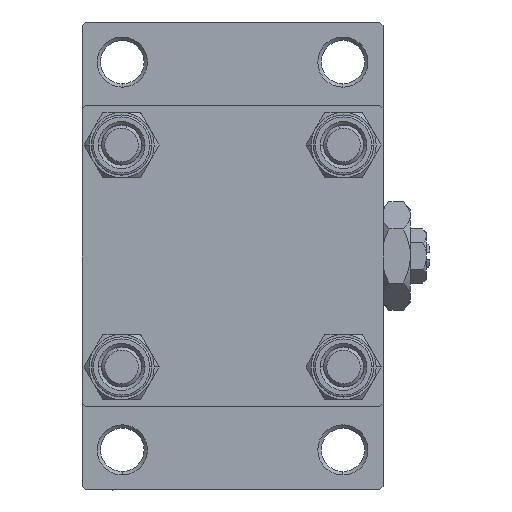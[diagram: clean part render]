
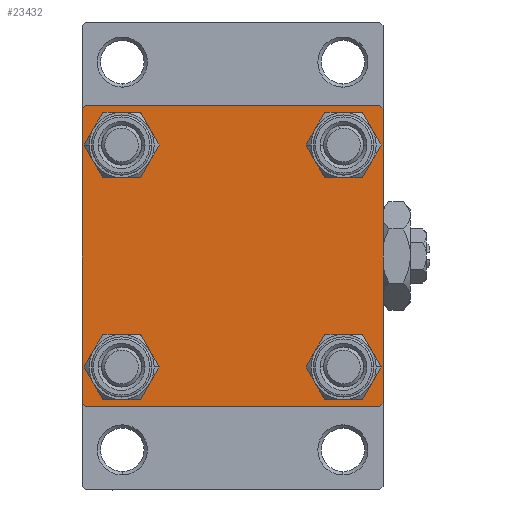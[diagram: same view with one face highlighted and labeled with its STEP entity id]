
A CAD part, left-side view. The second image highlights one B-rep face of the part: STEP entity #23432.
In plain terms, the highlighted planar face has unit normal (-1, 0, 0).
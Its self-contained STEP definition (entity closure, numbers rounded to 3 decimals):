
#629 = AXIS2_PLACEMENT_3D ( 'NONE', #14597, #3677, #23457 ) ;
#871 = FACE_OUTER_BOUND ( 'NONE', #23000, .T. ) ;
#1215 = DIRECTION ( 'NONE',  ( 1., 0., 0. ) ) ;
#1608 = CARTESIAN_POINT ( 'NONE',  ( 0., 22.5, 22. ) ) ;
#1617 = EDGE_CURVE ( 'NONE', #13087, #30532, #28933, .T. ) ;
#3238 = DIRECTION ( 'NONE',  ( 0., 0.707, 0.707 ) ) ;
#3557 = CARTESIAN_POINT ( 'NONE',  ( 0., -16.6, -20.1 ) ) ;
#3677 = DIRECTION ( 'NONE',  ( -1., 0., 0. ) ) ;
#4404 = DIRECTION ( 'NONE',  ( 0., 0., 1. ) ) ;
#4650 = CARTESIAN_POINT ( 'NONE',  ( 0., -22.5, 22. ) ) ;
#4978 = CARTESIAN_POINT ( 'NONE',  ( 0., 22.5, -22. ) ) ;
#5409 = LINE ( 'NONE', #46892, #47072 ) ;
#6004 = DIRECTION ( 'NONE',  ( 1., 0., 0. ) ) ;
#6038 = CIRCLE ( 'NONE', #21099, 3.5 ) ;
#6633 = CARTESIAN_POINT ( 'NONE',  ( 0., 22.25, -22.25 ) ) ;
#6712 = EDGE_LOOP ( 'NONE', ( #12779, #45570 ) ) ;
#7738 = DIRECTION ( 'NONE',  ( 0., 0., 1. ) ) ;
#7758 = VERTEX_POINT ( 'NONE', #29281 ) ;
#7777 = CARTESIAN_POINT ( 'NONE',  ( 0., 22., 22.5 ) ) ;
#7917 = EDGE_CURVE ( 'NONE', #20597, #40024, #43880, .T. ) ;
#8093 = EDGE_CURVE ( 'NONE', #24174, #16207, #29708, .T. ) ;
#8134 = VECTOR ( 'NONE', #44888, 1000. ) ;
#8404 = DIRECTION ( 'NONE',  ( 1., 0., 0. ) ) ;
#9132 = LINE ( 'NONE', #23524, #29359 ) ;
#9494 = EDGE_CURVE ( 'NONE', #42496, #46085, #5409, .T. ) ;
#9578 = CARTESIAN_POINT ( 'NONE',  ( 0., 22.25, 22.25 ) ) ;
#9725 = ORIENTED_EDGE ( 'NONE', *, *, #9494, .F. ) ;
#10174 = CARTESIAN_POINT ( 'NONE',  ( 0., 16.6, -20.1 ) ) ;
#11886 = DIRECTION ( 'NONE',  ( 0., 0., 1. ) ) ;
#12779 = ORIENTED_EDGE ( 'NONE', *, *, #36791, .T. ) ;
#13087 = VERTEX_POINT ( 'NONE', #4650 ) ;
#13922 = ORIENTED_EDGE ( 'NONE', *, *, #16519, .T. ) ;
#14299 = AXIS2_PLACEMENT_3D ( 'NONE', #36984, #24811, #44451 ) ;
#14385 = CARTESIAN_POINT ( 'NONE',  ( 0., -16.6, 16.6 ) ) ;
#14544 = VERTEX_POINT ( 'NONE', #10174 ) ;
#14597 = CARTESIAN_POINT ( 'NONE',  ( 0., 0., 0. ) ) ;
#15084 = EDGE_CURVE ( 'NONE', #42496, #47563, #43628, .T. ) ;
#15585 = EDGE_CURVE ( 'NONE', #40024, #20597, #27305, .T. ) ;
#16104 = DIRECTION ( 'NONE',  ( 0., 0., 1. ) ) ;
#16207 = VERTEX_POINT ( 'NONE', #30888 ) ;
#16519 = EDGE_CURVE ( 'NONE', #28157, #32499, #6038, .T. ) ;
#17333 = CARTESIAN_POINT ( 'NONE',  ( 0., -22., 22.5 ) ) ;
#17508 = DIRECTION ( 'NONE',  ( 0., 0.707, -0.707 ) ) ;
#17858 = CARTESIAN_POINT ( 'NONE',  ( 0., -22.5, -22. ) ) ;
#18108 = DIRECTION ( 'NONE',  ( 1., 0., 0. ) ) ;
#18906 = DIRECTION ( 'NONE',  ( 1., 0., 0. ) ) ;
#19360 = ORIENTED_EDGE ( 'NONE', *, *, #32555, .T. ) ;
#19551 = CARTESIAN_POINT ( 'NONE',  ( 0., 16.6, 20.1 ) ) ;
#20203 = EDGE_LOOP ( 'NONE', ( #32199, #36844 ) ) ;
#20301 = DIRECTION ( 'NONE',  ( 0., -0.707, 0.707 ) ) ;
#20597 = VERTEX_POINT ( 'NONE', #3557 ) ;
#21099 = AXIS2_PLACEMENT_3D ( 'NONE', #23121, #18906, #7738 ) ;
#21357 = VECTOR ( 'NONE', #3238, 1000. ) ;
#22369 = AXIS2_PLACEMENT_3D ( 'NONE', #24864, #6004, #32580 ) ;
#23000 = EDGE_LOOP ( 'NONE', ( #47870, #32386, #23752, #19360, #24544, #44424, #9725, #45830 ) ) ;
#23121 = CARTESIAN_POINT ( 'NONE',  ( 0., 16.6, 16.6 ) ) ;
#23432 = ADVANCED_FACE ( 'NONE', ( #25770, #37213, #33231, #27428, #871 ), #26010, .T. ) ;
#23457 = DIRECTION ( 'NONE',  ( 0., 0., 1. ) ) ;
#23524 = CARTESIAN_POINT ( 'NONE',  ( 0., -22.25, -22.25 ) ) ;
#23752 = ORIENTED_EDGE ( 'NONE', *, *, #40894, .T. ) ;
#24174 = VERTEX_POINT ( 'NONE', #4978 ) ;
#24544 = ORIENTED_EDGE ( 'NONE', *, *, #1617, .F. ) ;
#24741 = DIRECTION ( 'NONE',  ( 0., -1., 0. ) ) ;
#24811 = DIRECTION ( 'NONE',  ( 1., 0., 0. ) ) ;
#24864 = CARTESIAN_POINT ( 'NONE',  ( 0., -16.6, 16.6 ) ) ;
#25770 = FACE_BOUND ( 'NONE', #6712, .T. ) ;
#25807 = CARTESIAN_POINT ( 'NONE',  ( 0., 22.5, -22.5 ) ) ;
#26010 = PLANE ( 'NONE',  #629 ) ;
#26070 = EDGE_CURVE ( 'NONE', #47563, #24174, #47201, .T. ) ;
#26290 = LINE ( 'NONE', #25807, #26480 ) ;
#26480 = VECTOR ( 'NONE', #26532, 1000. ) ;
#26490 = EDGE_LOOP ( 'NONE', ( #41473, #32936 ) ) ;
#26532 = DIRECTION ( 'NONE',  ( 0., -1., 0. ) ) ;
#27305 = CIRCLE ( 'NONE', #47945, 3.5 ) ;
#27428 = FACE_BOUND ( 'NONE', #40870, .T. ) ;
#28157 = VERTEX_POINT ( 'NONE', #33974 ) ;
#28309 = CARTESIAN_POINT ( 'NONE',  ( 0., -16.6, 13.1 ) ) ;
#28589 = CIRCLE ( 'NONE', #14299, 3.5 ) ;
#28933 = LINE ( 'NONE', #29169, #46790 ) ;
#29169 = CARTESIAN_POINT ( 'NONE',  ( 0., -22.5, 22.5 ) ) ;
#29281 = CARTESIAN_POINT ( 'NONE',  ( 0., -16.6, 20.1 ) ) ;
#29359 = VECTOR ( 'NONE', #20301, 1000. ) ;
#29708 = LINE ( 'NONE', #6633, #8134 ) ;
#29790 = CARTESIAN_POINT ( 'NONE',  ( 0., -22.25, 22.25 ) ) ;
#30117 = EDGE_CURVE ( 'NONE', #14544, #45330, #30899, .T. ) ;
#30532 = VERTEX_POINT ( 'NONE', #17858 ) ;
#30571 = AXIS2_PLACEMENT_3D ( 'NONE', #14385, #18108, #48905 ) ;
#30888 = CARTESIAN_POINT ( 'NONE',  ( 0., 22., -22.5 ) ) ;
#30899 = CIRCLE ( 'NONE', #38029, 3.5 ) ;
#30964 = EDGE_CURVE ( 'NONE', #13087, #46085, #48449, .T. ) ;
#31670 = VECTOR ( 'NONE', #40217, 1000. ) ;
#32199 = ORIENTED_EDGE ( 'NONE', *, *, #35508, .T. ) ;
#32380 = EDGE_CURVE ( 'NONE', #32499, #28157, #28589, .T. ) ;
#32386 = ORIENTED_EDGE ( 'NONE', *, *, #8093, .T. ) ;
#32499 = VERTEX_POINT ( 'NONE', #19551 ) ;
#32555 = EDGE_CURVE ( 'NONE', #45690, #30532, #9132, .T. ) ;
#32580 = DIRECTION ( 'NONE',  ( 0., 0., 1. ) ) ;
#32817 = VECTOR ( 'NONE', #17508, 1000. ) ;
#32936 = ORIENTED_EDGE ( 'NONE', *, *, #7917, .T. ) ;
#33231 = FACE_BOUND ( 'NONE', #20203, .T. ) ;
#33439 = CIRCLE ( 'NONE', #39821, 3.5 ) ;
#33974 = CARTESIAN_POINT ( 'NONE',  ( 0., 16.6, 13.1 ) ) ;
#35508 = EDGE_CURVE ( 'NONE', #45330, #14544, #33439, .T. ) ;
#36791 = EDGE_CURVE ( 'NONE', #7758, #48143, #43841, .T. ) ;
#36844 = ORIENTED_EDGE ( 'NONE', *, *, #30117, .T. ) ;
#36855 = DIRECTION ( 'NONE',  ( 0., 0., 1. ) ) ;
#36984 = CARTESIAN_POINT ( 'NONE',  ( 0., 16.6, 16.6 ) ) ;
#37101 = DIRECTION ( 'NONE',  ( 1., 0., 0. ) ) ;
#37213 = FACE_BOUND ( 'NONE', #26490, .T. ) ;
#38029 = AXIS2_PLACEMENT_3D ( 'NONE', #44088, #37101, #36855 ) ;
#38432 = CARTESIAN_POINT ( 'NONE',  ( 0., 16.6, -16.6 ) ) ;
#38971 = CARTESIAN_POINT ( 'NONE',  ( 0., -16.6, -16.6 ) ) ;
#39821 = AXIS2_PLACEMENT_3D ( 'NONE', #38432, #49113, #4404 ) ;
#40024 = VERTEX_POINT ( 'NONE', #46982 ) ;
#40217 = DIRECTION ( 'NONE',  ( 0., 0., -1. ) ) ;
#40454 = CARTESIAN_POINT ( 'NONE',  ( 0., 22.5, 22.5 ) ) ;
#40870 = EDGE_LOOP ( 'NONE', ( #42046, #13922 ) ) ;
#40894 = EDGE_CURVE ( 'NONE', #16207, #45690, #26290, .T. ) ;
#41473 = ORIENTED_EDGE ( 'NONE', *, *, #15585, .T. ) ;
#41950 = CARTESIAN_POINT ( 'NONE',  ( 0., -16.6, -16.6 ) ) ;
#42046 = ORIENTED_EDGE ( 'NONE', *, *, #32380, .T. ) ;
#42496 = VERTEX_POINT ( 'NONE', #7777 ) ;
#43628 = LINE ( 'NONE', #9578, #32817 ) ;
#43841 = CIRCLE ( 'NONE', #22369, 3.5 ) ;
#43880 = CIRCLE ( 'NONE', #47037, 3.5 ) ;
#44088 = CARTESIAN_POINT ( 'NONE',  ( 0., 16.6, -16.6 ) ) ;
#44120 = DIRECTION ( 'NONE',  ( 0., 0., -1. ) ) ;
#44424 = ORIENTED_EDGE ( 'NONE', *, *, #30964, .T. ) ;
#44451 = DIRECTION ( 'NONE',  ( 0., 0., 1. ) ) ;
#44888 = DIRECTION ( 'NONE',  ( 0., -0.707, -0.707 ) ) ;
#45146 = EDGE_CURVE ( 'NONE', #48143, #7758, #45658, .T. ) ;
#45330 = VERTEX_POINT ( 'NONE', #48131 ) ;
#45570 = ORIENTED_EDGE ( 'NONE', *, *, #45146, .T. ) ;
#45658 = CIRCLE ( 'NONE', #30571, 3.5 ) ;
#45690 = VERTEX_POINT ( 'NONE', #48972 ) ;
#45830 = ORIENTED_EDGE ( 'NONE', *, *, #15084, .T. ) ;
#46085 = VERTEX_POINT ( 'NONE', #17333 ) ;
#46790 = VECTOR ( 'NONE', #44120, 1000. ) ;
#46892 = CARTESIAN_POINT ( 'NONE',  ( 0., 22.5, 22.5 ) ) ;
#46982 = CARTESIAN_POINT ( 'NONE',  ( 0., -16.6, -13.1 ) ) ;
#47037 = AXIS2_PLACEMENT_3D ( 'NONE', #41950, #8404, #11886 ) ;
#47072 = VECTOR ( 'NONE', #24741, 1000. ) ;
#47201 = LINE ( 'NONE', #40454, #31670 ) ;
#47563 = VERTEX_POINT ( 'NONE', #1608 ) ;
#47870 = ORIENTED_EDGE ( 'NONE', *, *, #26070, .T. ) ;
#47945 = AXIS2_PLACEMENT_3D ( 'NONE', #38971, #1215, #16104 ) ;
#48131 = CARTESIAN_POINT ( 'NONE',  ( 0., 16.6, -13.1 ) ) ;
#48143 = VERTEX_POINT ( 'NONE', #28309 ) ;
#48449 = LINE ( 'NONE', #29790, #21357 ) ;
#48905 = DIRECTION ( 'NONE',  ( 0., 0., 1. ) ) ;
#48972 = CARTESIAN_POINT ( 'NONE',  ( 0., -22., -22.5 ) ) ;
#49113 = DIRECTION ( 'NONE',  ( 1., 0., 0. ) ) ;
